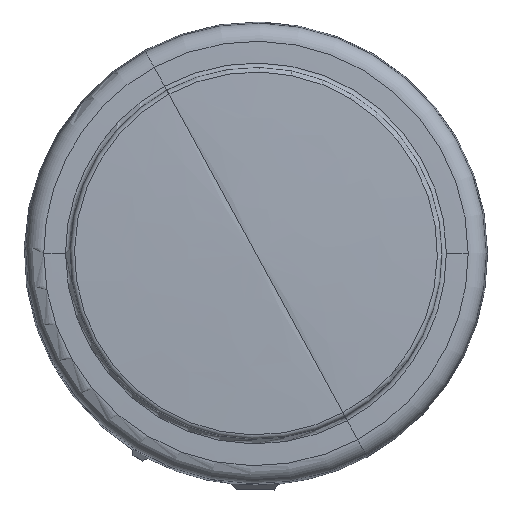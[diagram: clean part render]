
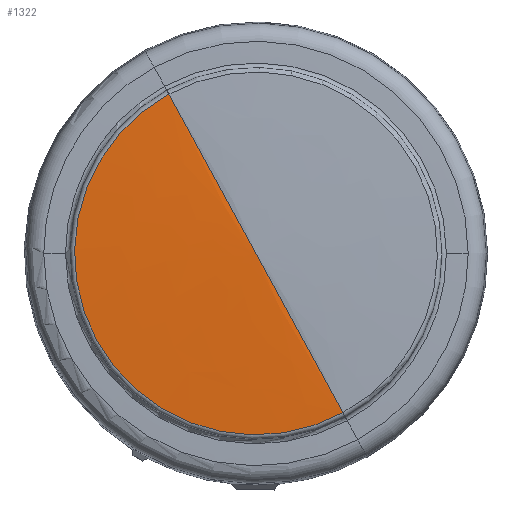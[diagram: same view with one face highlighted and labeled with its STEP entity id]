
A CAD part, top view. The second image highlights one B-rep face of the part: STEP entity #1322.
In plain terms, the highlighted free-form (B-spline) face has degree [2, 4] with [3, 5] control points.
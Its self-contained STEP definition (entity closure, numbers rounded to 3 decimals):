
#68 = CARTESIAN_POINT ( 'NONE',  ( 4.695, -8.594, 13.411 ) ) ;
#106 = FACE_OUTER_BOUND ( 'NONE', #685, .T. ) ;
#173 = ORIENTED_EDGE ( 'NONE', *, *, #1875, .F. ) ;
#293 =( BOUNDED_CURVE ( )  B_SPLINE_CURVE ( 2, ( #1380, #1547, #2152 ),
 .UNSPECIFIED., .F., .F. ) 
 B_SPLINE_CURVE_WITH_KNOTS ( ( 3, 3 ),
 ( 942.121, 961.705 ),
 .UNSPECIFIED. ) 
 CURVE ( )  GEOMETRIC_REPRESENTATION_ITEM ( )  RATIONAL_B_SPLINE_CURVE ( ( 1., 1., 1. ) ) 
 REPRESENTATION_ITEM ( '' )  );
#302 = DIRECTION ( 'NONE',  ( 0., 0., 1. ) ) ;
#528 = CARTESIAN_POINT ( 'NONE',  ( 0., 0., 13.5 ) ) ;
#685 = EDGE_LOOP ( 'NONE', ( #1108, #1466, #173 ) ) ;
#718 = CARTESIAN_POINT ( 'NONE',  ( -3.899, -13.288, 13.411 ) ) ;
#820 = CARTESIAN_POINT ( 'NONE',  ( 0., 0., 13.01 ) ) ;
#920 = CARTESIAN_POINT ( 'NONE',  ( 9.386, -17.18, 13.01 ) ) ;
#1047 = CARTESIAN_POINT ( 'NONE',  ( 0., 0., 13.5 ) ) ;
#1108 = ORIENTED_EDGE ( 'NONE', *, *, #1956, .T. ) ;
#1128 = CARTESIAN_POINT ( 'NONE',  ( 0., 0., 13.5 ) ) ;
#1141 = CARTESIAN_POINT ( 'NONE',  ( -26.566, 7.795, 13.01 ) ) ;
#1224 = CIRCLE ( 'NONE', #1893, 19.577 ) ;
#1296 =( BOUNDED_SURFACE ( )  B_SPLINE_SURFACE ( 2, 4, ( 
 ( #2155, #1141, #1918, #1958, #920 ),
 ( #1719, #1550, #1758, #718, #2299 ),
 ( #2325, #528, #2098, #2129, #1128 ) ),
 .UNSPECIFIED., .F., .F., .F. ) 
 B_SPLINE_SURFACE_WITH_KNOTS ( ( 3, 3 ),
 ( 5, 5 ),
 ( 942.121, 961.705 ),
 ( 0., 3.142 ),
 .UNSPECIFIED. ) 
 GEOMETRIC_REPRESENTATION_ITEM ( )  RATIONAL_B_SPLINE_SURFACE ( (
 ( 1., 0.707, 0.667, 0.707, 1.),
 ( 1., 0.707, 0.667, 0.707, 1.),
 ( 1., 0.707, 0.667, 0.707, 1.) ) ) 
 REPRESENTATION_ITEM ( '' )  SURFACE ( )  );
#1322 = ADVANCED_FACE ( 'NONE', ( #106 ), #1296, .F. ) ;
#1380 = CARTESIAN_POINT ( 'NONE',  ( -9.386, 17.18, 13.01 ) ) ;
#1406 = CARTESIAN_POINT ( 'NONE',  ( -9.386, 17.18, 13.01 ) ) ;
#1466 = ORIENTED_EDGE ( 'NONE', *, *, #2391, .T. ) ;
#1547 = CARTESIAN_POINT ( 'NONE',  ( -4.695, 8.594, 13.411 ) ) ;
#1550 = CARTESIAN_POINT ( 'NONE',  ( -13.288, 3.899, 13.411 ) ) ;
#1638 = CARTESIAN_POINT ( 'NONE',  ( 9.386, -17.18, 13.01 ) ) ;
#1719 = CARTESIAN_POINT ( 'NONE',  ( -4.695, 8.594, 13.411 ) ) ;
#1724 =( BOUNDED_CURVE ( )  B_SPLINE_CURVE ( 2, ( #1638, #68, #2089 ),
 .UNSPECIFIED., .F., .T. ) 
 B_SPLINE_CURVE_WITH_KNOTS ( ( 3, 3 ),
 ( 942.121, 961.705 ),
 .UNSPECIFIED. ) 
 CURVE ( )  GEOMETRIC_REPRESENTATION_ITEM ( )  RATIONAL_B_SPLINE_CURVE ( ( 1., 1., 1. ) ) 
 REPRESENTATION_ITEM ( '' )  );
#1758 = CARTESIAN_POINT ( 'NONE',  ( -12.89, -7.042, 13.411 ) ) ;
#1875 = EDGE_CURVE ( 'NONE', #2590, #2438, #293, .T. ) ;
#1893 = AXIS2_PLACEMENT_3D ( 'NONE', #820, #302, #2427 ) ;
#1918 = CARTESIAN_POINT ( 'NONE',  ( -25.77, -14.078, 13.01 ) ) ;
#1956 = EDGE_CURVE ( 'NONE', #2590, #2268, #1224, .T. ) ;
#1958 = CARTESIAN_POINT ( 'NONE',  ( -7.795, -26.566, 13.01 ) ) ;
#2011 = CARTESIAN_POINT ( 'NONE',  ( 9.386, -17.18, 13.01 ) ) ;
#2089 = CARTESIAN_POINT ( 'NONE',  ( 0., 0., 13.5 ) ) ;
#2098 = CARTESIAN_POINT ( 'NONE',  ( 0., 0., 13.5 ) ) ;
#2129 = CARTESIAN_POINT ( 'NONE',  ( 0., 0., 13.5 ) ) ;
#2152 = CARTESIAN_POINT ( 'NONE',  ( 0., 0., 13.5 ) ) ;
#2155 = CARTESIAN_POINT ( 'NONE',  ( -9.386, 17.18, 13.01 ) ) ;
#2268 = VERTEX_POINT ( 'NONE', #2011 ) ;
#2299 = CARTESIAN_POINT ( 'NONE',  ( 4.695, -8.594, 13.411 ) ) ;
#2325 = CARTESIAN_POINT ( 'NONE',  ( 0., 0., 13.5 ) ) ;
#2391 = EDGE_CURVE ( 'NONE', #2268, #2438, #1724, .T. ) ;
#2427 = DIRECTION ( 'NONE',  ( 1., 0., 0. ) ) ;
#2438 = VERTEX_POINT ( 'NONE', #1047 ) ;
#2590 = VERTEX_POINT ( 'NONE', #1406 ) ;
